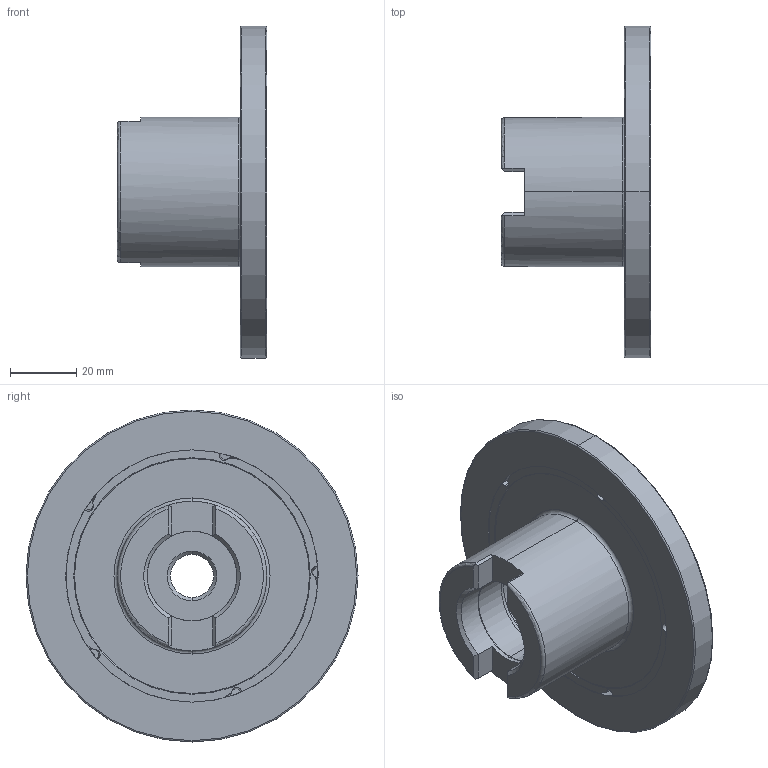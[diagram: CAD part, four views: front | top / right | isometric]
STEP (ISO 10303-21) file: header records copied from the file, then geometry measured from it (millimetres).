
FILE_DESCRIPTION (( 'STEP AP214' ), '1' );
FILE_NAME ('SFA 100-08-5.STEP', '2013-03-05T08:47:40', ( '' ), ( '' ), 'SwSTEP 2.0', 'SolidWorks 2013', '' );
FILE_SCHEMA (( 'AUTOMOTIVE_DESIGN' ));
Length unit declared in the file: millimetre
Products named in the file (1): SFA 100-08-5
Bounding box: 45 x 100 x 100 mm (x, y, z)
Volume: 93372.5 mm3; surface area: 27158.1 mm2
Topology: 1 solids, 1 shells, 104 faces, 260 edges, 164 vertices
Faces by surface type: plane 44, cylinder 34, cone 18, torus 8
Entity records: 3323 total; most frequent: CARTESIAN_POINT 726, ORIENTED_EDGE 520, DIRECTION 516, EDGE_CURVE 260, AXIS2_PLACEMENT_3D 207, VERTEX_POINT 164, EDGE_LOOP 112, FACE_OUTER_BOUND 104
